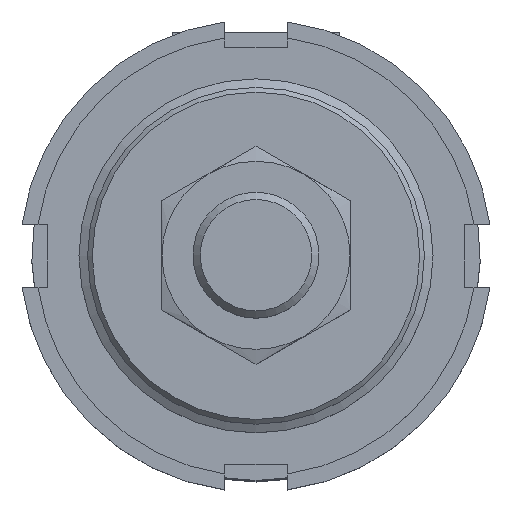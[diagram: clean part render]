
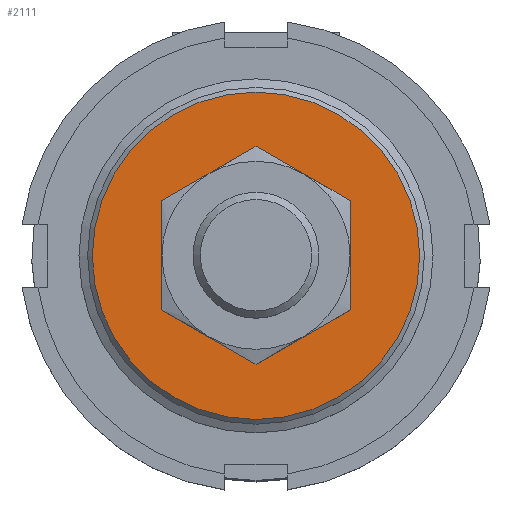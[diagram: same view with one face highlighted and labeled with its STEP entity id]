
A CAD part, top view. The second image highlights one B-rep face of the part: STEP entity #2111.
In plain terms, the highlighted face is planar.
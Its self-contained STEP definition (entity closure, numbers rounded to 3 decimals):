
#173=CIRCLE('',#2325,20.8);
#174=CIRCLE('',#2326,10.);
#359=ORIENTED_EDGE('',*,*,#923,.F.);
#360=ORIENTED_EDGE('',*,*,#924,.F.);
#923=EDGE_CURVE('',#1195,#1195,#173,.T.);
#924=EDGE_CURVE('',#1196,#1196,#174,.F.);
#1195=VERTEX_POINT('',#3422);
#1196=VERTEX_POINT('',#3424);
#1654=EDGE_LOOP('',(#359));
#1655=EDGE_LOOP('',(#360));
#1850=FACE_BOUND('',#1654,.T.);
#1851=FACE_BOUND('',#1655,.T.);
#2028=PLANE('',#2324);
#2111=ADVANCED_FACE('',(#1850,#1851),#2028,.F.);
#2324=AXIS2_PLACEMENT_3D('',#3420,#2662,#2663);
#2325=AXIS2_PLACEMENT_3D('',#3421,#2664,#2665);
#2326=AXIS2_PLACEMENT_3D('',#3423,#2666,#2667);
#2662=DIRECTION('',(1.,0.,0.));
#2663=DIRECTION('',(0.,0.,-1.));
#2664=DIRECTION('',(1.,0.,0.));
#2665=DIRECTION('',(0.,0.,-1.));
#2666=DIRECTION('',(1.,0.,0.));
#2667=DIRECTION('',(0.,0.,-1.));
#3420=CARTESIAN_POINT('',(0.,0.,0.));
#3421=CARTESIAN_POINT('',(0.,0.,0.));
#3422=CARTESIAN_POINT('',(0.,0.,-20.8));
#3423=CARTESIAN_POINT('',(0.,0.,0.));
#3424=CARTESIAN_POINT('',(0.,0.,-10.));
